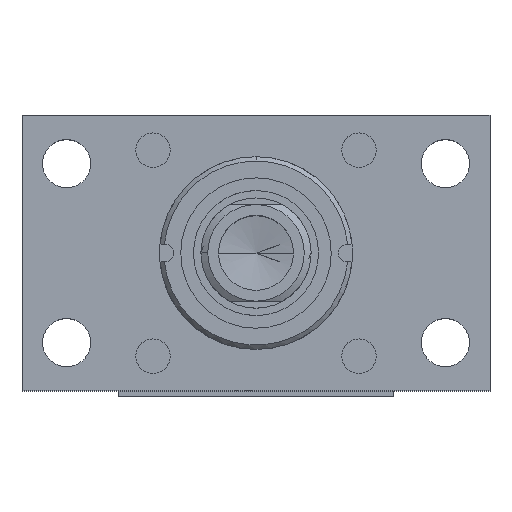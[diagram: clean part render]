
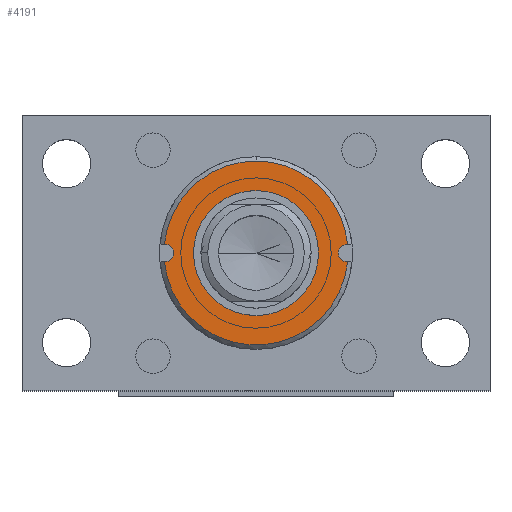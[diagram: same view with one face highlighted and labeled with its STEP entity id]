
A CAD part, top view. The second image highlights one B-rep face of the part: STEP entity #4191.
In plain terms, the highlighted planar face has unit normal (0, 0, 1).
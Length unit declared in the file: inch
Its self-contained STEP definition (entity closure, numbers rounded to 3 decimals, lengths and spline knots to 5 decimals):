
#59 = VECTOR ( 'NONE', #6940, 39.37008 ) ;
#161 = VECTOR ( 'NONE', #1365, 39.37008 ) ;
#185 = EDGE_CURVE ( 'NONE', #3551, #8374, #8074, .T. ) ;
#281 = CARTESIAN_POINT ( 'NONE',  ( 19.33958, 29.81218, -2.69734 ) ) ;
#444 = LINE ( 'NONE', #3291, #5426 ) ;
#470 = ORIENTED_EDGE ( 'NONE', *, *, #7845, .T. ) ;
#564 = VERTEX_POINT ( 'NONE', #7861 ) ;
#571 = DIRECTION ( 'NONE',  ( 0., 0., -1. ) ) ;
#650 = VERTEX_POINT ( 'NONE', #1647 ) ;
#694 = VERTEX_POINT ( 'NONE', #2969 ) ;
#769 = DIRECTION ( 'NONE',  ( 1., 0., 0. ) ) ;
#784 = CIRCLE ( 'NONE', #7008, 0.835 ) ;
#821 = VERTEX_POINT ( 'NONE', #281 ) ;
#946 = EDGE_CURVE ( 'NONE', #8374, #3551, #5844, .T. ) ;
#1008 = EDGE_CURVE ( 'NONE', #694, #650, #1796, .T. ) ;
#1013 = CARTESIAN_POINT ( 'NONE',  ( 19.41758, 29.81218, -2.69734 ) ) ;
#1051 = AXIS2_PLACEMENT_3D ( 'NONE', #6847, #571, #3180 ) ;
#1104 = DIRECTION ( 'NONE',  ( -1., 0., 0. ) ) ;
#1138 = VERTEX_POINT ( 'NONE', #6970 ) ;
#1182 = DIRECTION ( 'NONE',  ( 1., 0., 0. ) ) ;
#1309 = CARTESIAN_POINT ( 'NONE',  ( 18.58258, 30.63592, -2.69734 ) ) ;
#1314 = DIRECTION ( 'NONE',  ( 0., 0., 1. ) ) ;
#1365 = DIRECTION ( 'NONE',  ( 0., -1., 0. ) ) ;
#1424 = CARTESIAN_POINT ( 'NONE',  ( 19.33958, 31.20342, -2.69734 ) ) ;
#1647 = CARTESIAN_POINT ( 'NONE',  ( 19.49558, 31.45966, -2.69734 ) ) ;
#1796 = LINE ( 'NONE', #2995, #59 ) ;
#1852 = ORIENTED_EDGE ( 'NONE', *, *, #5176, .T. ) ;
#1913 = DIRECTION ( 'NONE',  ( 0., 0., -1. ) ) ;
#2314 = EDGE_CURVE ( 'NONE', #821, #7963, #2897, .T. ) ;
#2354 = PLANE ( 'NONE',  #1051 ) ;
#2361 = AXIS2_PLACEMENT_3D ( 'NONE', #3841, #1913, #6370 ) ;
#2364 = AXIS2_PLACEMENT_3D ( 'NONE', #1013, #7486, #1104 ) ;
#2417 = CIRCLE ( 'NONE', #2928, 0.835 ) ;
#2418 = DIRECTION ( 'NONE',  ( 1., 0., 0. ) ) ;
#2545 = CARTESIAN_POINT ( 'NONE',  ( 19.41758, 30.63592, -2.69734 ) ) ;
#2668 = EDGE_LOOP ( 'NONE', ( #4821, #1852, #4593, #470, #5653, #6487, #4734, #6310, #3813 ) ) ;
#2671 = DIRECTION ( 'NONE',  ( 0., 0., 1. ) ) ;
#2683 = ORIENTED_EDGE ( 'NONE', *, *, #185, .F. ) ;
#2788 = CARTESIAN_POINT ( 'NONE',  ( 19.33958, 31.20342, -2.69734 ) ) ;
#2897 = CIRCLE ( 'NONE', #2364, 0.078 ) ;
#2928 = AXIS2_PLACEMENT_3D ( 'NONE', #6238, #5070, #1182 ) ;
#2969 = CARTESIAN_POINT ( 'NONE',  ( 19.49558, 31.46727, -2.69734 ) ) ;
#2977 = CARTESIAN_POINT ( 'NONE',  ( 19.41758, 30.63592, -2.69734 ) ) ;
#2995 = CARTESIAN_POINT ( 'NONE',  ( 19.49558, 31.20342, -2.69734 ) ) ;
#3038 = CARTESIAN_POINT ( 'NONE',  ( 19.98508, 30.63592, -2.69734 ) ) ;
#3078 = VERTEX_POINT ( 'NONE', #1309 ) ;
#3180 = DIRECTION ( 'NONE',  ( -1., 0., 0. ) ) ;
#3241 = DIRECTION ( 'NONE',  ( 1., 0., 0. ) ) ;
#3291 = CARTESIAN_POINT ( 'NONE',  ( 19.49558, 31.20342, -2.69734 ) ) ;
#3551 = VERTEX_POINT ( 'NONE', #3038 ) ;
#3643 = AXIS2_PLACEMENT_3D ( 'NONE', #2977, #4269, #8117 ) ;
#3813 = ORIENTED_EDGE ( 'NONE', *, *, #2314, .T. ) ;
#3841 = CARTESIAN_POINT ( 'NONE',  ( 19.41758, 31.45966, -2.69734 ) ) ;
#3860 = EDGE_CURVE ( 'NONE', #3078, #6047, #784, .T. ) ;
#4028 = LINE ( 'NONE', #2788, #5638 ) ;
#4066 = CARTESIAN_POINT ( 'NONE',  ( 19.41758, 30.63592, -2.69734 ) ) ;
#4081 = AXIS2_PLACEMENT_3D ( 'NONE', #2545, #1314, #3241 ) ;
#4191 = ADVANCED_FACE ( 'NONE', ( #7775, #8082 ), #2354, .F. ) ;
#4269 = DIRECTION ( 'NONE',  ( 0., 0., 1. ) ) ;
#4593 = ORIENTED_EDGE ( 'NONE', *, *, #1008, .T. ) ;
#4734 = ORIENTED_EDGE ( 'NONE', *, *, #3860, .T. ) ;
#4821 = ORIENTED_EDGE ( 'NONE', *, *, #6962, .F. ) ;
#5043 = VERTEX_POINT ( 'NONE', #6393 ) ;
#5070 = DIRECTION ( 'NONE',  ( 0., 0., 1. ) ) ;
#5176 = EDGE_CURVE ( 'NONE', #564, #694, #2417, .T. ) ;
#5221 = CARTESIAN_POINT ( 'NONE',  ( 19.49558, 29.81218, -2.69734 ) ) ;
#5314 = DIRECTION ( 'NONE',  ( 0., 1., 0. ) ) ;
#5426 = VECTOR ( 'NONE', #7825, 39.37008 ) ;
#5556 = CARTESIAN_POINT ( 'NONE',  ( 19.41758, 30.63592, -2.69734 ) ) ;
#5582 = DIRECTION ( 'NONE',  ( 0., 0., 1. ) ) ;
#5638 = VECTOR ( 'NONE', #5314, 39.37008 ) ;
#5653 = ORIENTED_EDGE ( 'NONE', *, *, #6108, .F. ) ;
#5671 = CIRCLE ( 'NONE', #2361, 0.078 ) ;
#5676 = CARTESIAN_POINT ( 'NONE',  ( 18.85008, 30.63592, -2.69734 ) ) ;
#5844 = CIRCLE ( 'NONE', #6663, 0.5675 ) ;
#6047 = VERTEX_POINT ( 'NONE', #6367 ) ;
#6048 = LINE ( 'NONE', #1424, #161 ) ;
#6108 = EDGE_CURVE ( 'NONE', #5043, #1138, #6048, .T. ) ;
#6213 = EDGE_CURVE ( 'NONE', #6047, #821, #4028, .T. ) ;
#6238 = CARTESIAN_POINT ( 'NONE',  ( 19.41758, 30.63592, -2.69734 ) ) ;
#6310 = ORIENTED_EDGE ( 'NONE', *, *, #6213, .T. ) ;
#6367 = CARTESIAN_POINT ( 'NONE',  ( 19.33958, 29.80457, -2.69734 ) ) ;
#6370 = DIRECTION ( 'NONE',  ( -1., 0., 0. ) ) ;
#6393 = CARTESIAN_POINT ( 'NONE',  ( 19.33958, 31.46727, -2.69734 ) ) ;
#6487 = ORIENTED_EDGE ( 'NONE', *, *, #8070, .T. ) ;
#6663 = AXIS2_PLACEMENT_3D ( 'NONE', #5556, #5582, #2418 ) ;
#6678 = CIRCLE ( 'NONE', #4081, 0.835 ) ;
#6847 = CARTESIAN_POINT ( 'NONE',  ( 19.41758, 31.20342, -2.69734 ) ) ;
#6940 = DIRECTION ( 'NONE',  ( 0., -1., 0. ) ) ;
#6962 = EDGE_CURVE ( 'NONE', #564, #7963, #444, .T. ) ;
#6970 = CARTESIAN_POINT ( 'NONE',  ( 19.33958, 31.45966, -2.69734 ) ) ;
#7008 = AXIS2_PLACEMENT_3D ( 'NONE', #4066, #2671, #769 ) ;
#7169 = ORIENTED_EDGE ( 'NONE', *, *, #946, .F. ) ;
#7486 = DIRECTION ( 'NONE',  ( 0., 0., -1. ) ) ;
#7592 = EDGE_LOOP ( 'NONE', ( #2683, #7169 ) ) ;
#7775 = FACE_BOUND ( 'NONE', #7592, .T. ) ;
#7825 = DIRECTION ( 'NONE',  ( 0., 1., 0. ) ) ;
#7845 = EDGE_CURVE ( 'NONE', #650, #1138, #5671, .T. ) ;
#7861 = CARTESIAN_POINT ( 'NONE',  ( 19.49558, 29.80457, -2.69734 ) ) ;
#7963 = VERTEX_POINT ( 'NONE', #5221 ) ;
#8070 = EDGE_CURVE ( 'NONE', #5043, #3078, #6678, .T. ) ;
#8074 = CIRCLE ( 'NONE', #3643, 0.5675 ) ;
#8082 = FACE_OUTER_BOUND ( 'NONE', #2668, .T. ) ;
#8117 = DIRECTION ( 'NONE',  ( 1., 0., 0. ) ) ;
#8374 = VERTEX_POINT ( 'NONE', #5676 ) ;
